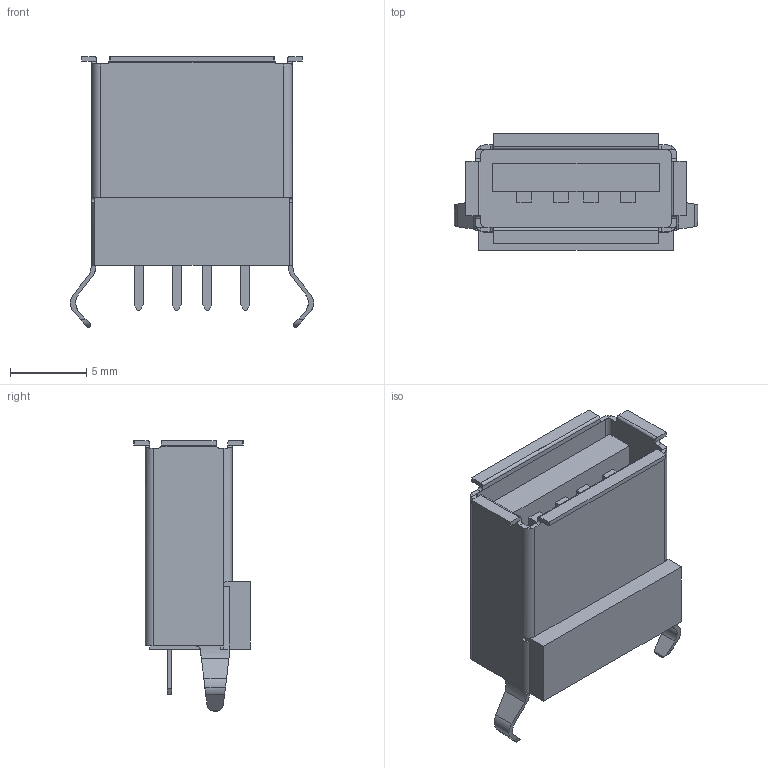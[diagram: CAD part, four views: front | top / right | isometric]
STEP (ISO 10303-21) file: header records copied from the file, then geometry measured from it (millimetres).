
FILE_DESCRIPTION(('STEP AP214'),'1');
FILE_NAME(' ',' ',('TraceParts'),('TraceParts S.A.'),'XStep 1.0',' ',' ');
FILE_SCHEMA(('automotive_design'));
Length unit declared in the file: millimetre
Products named in the file (1): 1
Bounding box: 15.98 x 7.64 x 17.8 mm (x, y, z)
Volume: 550 mm3; surface area: 1606.4 mm2
Topology: 1 solids, 1 shells, 202 faces, 583 edges, 388 vertices
Faces by surface type: plane 133, cylinder 69
Entity records: 13664 total; most frequent: CARTESIAN_POINT 1824, STYLED_ITEM 1173, PRESENTATION_STYLE_ASSIGNMENT 1173, COLOUR_RGB 1173, ORIENTED_EDGE 1166, DIRECTION 1071, EDGE_CURVE 583, CURVE_STYLE 583
